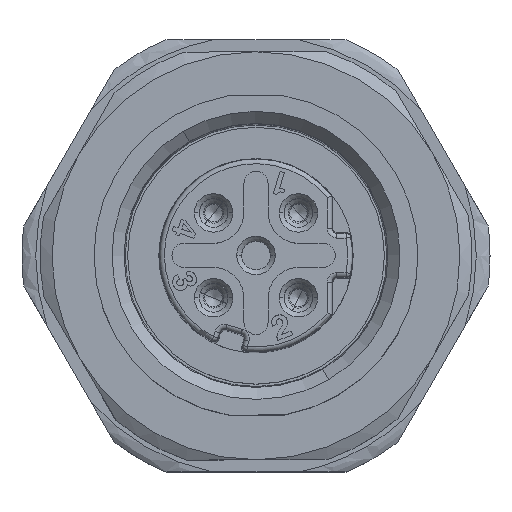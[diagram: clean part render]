
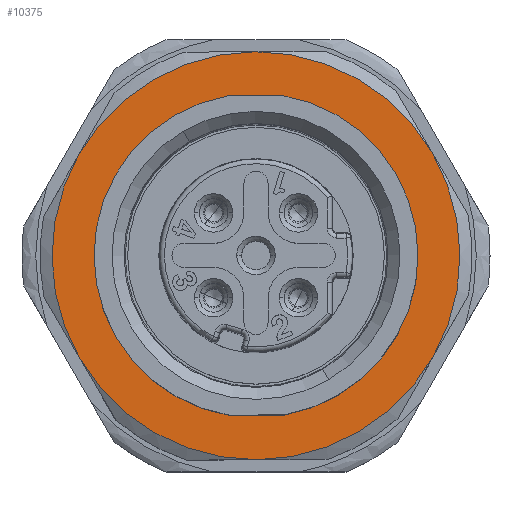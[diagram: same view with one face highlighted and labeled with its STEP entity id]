
A CAD part, top view. The second image highlights one B-rep face of the part: STEP entity #10375.
In plain terms, the highlighted planar face has unit normal (0, 0, 1).
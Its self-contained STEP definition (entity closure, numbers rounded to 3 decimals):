
#1957=CARTESIAN_POINT('',(0.,0.,
-1.512));
#1958=DIRECTION('',(0.,0.,-1.));
#1959=DIRECTION('',(-0.869,0.495,0.));
#1960=AXIS2_PLACEMENT_3D('',#1957,#1958,#1959);
#1962=CARTESIAN_POINT('',(0.,0.,
-1.512));
#1963=DIRECTION('',(0.,0.,-1.));
#1964=DIRECTION('',(-0.005,1.,0.));
#1965=AXIS2_PLACEMENT_3D('',#1962,#1963,#1964);
#1967=CARTESIAN_POINT('',(0.,0.,
-1.512));
#1968=DIRECTION('',(0.,0.,-1.));
#1969=DIRECTION('',(0.863,0.505,0.));
#1970=AXIS2_PLACEMENT_3D('',#1967,#1968,#1969);
#1972=CARTESIAN_POINT('',(0.,0.,
-1.512));
#1973=DIRECTION('',(0.,0.,-1.));
#1974=DIRECTION('',(0.869,-0.495,0.));
#1975=AXIS2_PLACEMENT_3D('',#1972,#1973,#1974);
#1977=CARTESIAN_POINT('',(0.,0.,
-1.512));
#1978=DIRECTION('',(0.,0.,-1.));
#1979=DIRECTION('',(0.005,-1.,0.));
#1980=AXIS2_PLACEMENT_3D('',#1977,#1978,#1979);
#1982=CARTESIAN_POINT('',(0.,0.,
-1.512));
#1983=DIRECTION('',(0.,0.,-1.));
#1984=DIRECTION('',(-0.863,-0.505,0.));
#1985=AXIS2_PLACEMENT_3D('',#1982,#1983,#1984);
#1987=CARTESIAN_POINT('',(0.,0.,
-1.512));
#1988=DIRECTION('',(0.,0.,1.));
#1989=DIRECTION('',(-0.177,0.984,0.));
#1990=AXIS2_PLACEMENT_3D('',#1987,#1988,#1989);
#1992=CARTESIAN_POINT('',(0.,0.,
-1.512));
#1993=DIRECTION('',(0.,0.,1.));
#1994=DIRECTION('',(-1.,-0.005,0.));
#1995=AXIS2_PLACEMENT_3D('',#1992,#1993,#1994);
#1997=CARTESIAN_POINT('',(0.,0.,
-1.512));
#1998=DIRECTION('',(0.,0.,1.));
#1999=DIRECTION('',(0.177,-0.984,0.));
#2000=AXIS2_PLACEMENT_3D('',#1997,#1998,#1999);
#2002=CARTESIAN_POINT('',(0.,0.,
-1.512));
#2003=DIRECTION('',(0.,0.,1.));
#2004=DIRECTION('',(1.,0.005,0.));
#2005=AXIS2_PLACEMENT_3D('',#2002,#2003,#2004);
#2100=DIRECTION('',(1.,0.005,0.));
#2101=VECTOR('',#2100,2.315);
#2102=CARTESIAN_POINT('',(-1.193,6.644,
-1.512));
#2103=LINE('',#2102,#2101);
#2112=DIRECTION('',(-1.,-0.005,0.));
#2113=VECTOR('',#2112,2.315);
#2114=CARTESIAN_POINT('',(1.193,-6.644,
-1.512));
#2115=LINE('',#2114,#2113);
#7147=CARTESIAN_POINT('',(-1.193,6.644,
-1.512));
#7148=VERTEX_POINT('',#7147);
#7149=CARTESIAN_POINT('',(1.122,6.656,-1.512));
#7150=VERTEX_POINT('',#7149);
#7151=CARTESIAN_POINT('',(-1.122,-6.656,
-1.512));
#7152=VERTEX_POINT('',#7151);
#7153=CARTESIAN_POINT('',(-6.75,-0.036,
-1.512));
#7154=VERTEX_POINT('',#7153);
#7155=CARTESIAN_POINT('',(1.193,-6.644,
-1.512));
#7156=VERTEX_POINT('',#7155);
#7157=CARTESIAN_POINT('',(6.75,0.036,
-1.512));
#7158=VERTEX_POINT('',#7157);
#7159=CARTESIAN_POINT('',(-7.384,4.211,
-1.512));
#7160=CARTESIAN_POINT('',(-0.045,8.5,
-1.512));
#7161=VERTEX_POINT('',#7159);
#7162=VERTEX_POINT('',#7160);
#7163=CARTESIAN_POINT('',(7.338,4.289,-1.512));
#7164=VERTEX_POINT('',#7163);
#7165=CARTESIAN_POINT('',(7.384,-4.211,
-1.512));
#7166=VERTEX_POINT('',#7165);
#7167=CARTESIAN_POINT('',(0.045,-8.5,
-1.512));
#7168=VERTEX_POINT('',#7167);
#7169=CARTESIAN_POINT('',(-7.338,-4.289,
-1.512));
#7170=VERTEX_POINT('',#7169);
#10343=CARTESIAN_POINT('',(-0.041,7.75,
-1.512));
#10344=DIRECTION('',(0.,0.,1.));
#10345=DIRECTION('',(-0.005,1.,0.));
#10346=AXIS2_PLACEMENT_3D('',#10343,#10344,#10345);
#10347=PLANE('',#10346);
#10348=ORIENTED_EDGE('',*,*,#10336,.T.);
#10350=ORIENTED_EDGE('',*,*,#10349,.T.);
#10352=ORIENTED_EDGE('',*,*,#10351,.T.);
#10354=ORIENTED_EDGE('',*,*,#10353,.T.);
#10356=ORIENTED_EDGE('',*,*,#10355,.T.);
#10358=ORIENTED_EDGE('',*,*,#10357,.T.);
#10359=EDGE_LOOP('',(#10348,#10350,#10352,#10354,#10356,#10358));
#10360=FACE_OUTER_BOUND('',#10359,.F.);
#10362=ORIENTED_EDGE('',*,*,#10361,.T.);
#10364=ORIENTED_EDGE('',*,*,#10363,.T.);
#10366=ORIENTED_EDGE('',*,*,#10365,.F.);
#10368=ORIENTED_EDGE('',*,*,#10367,.T.);
#10370=ORIENTED_EDGE('',*,*,#10369,.T.);
#10372=ORIENTED_EDGE('',*,*,#10371,.F.);
#10373=EDGE_LOOP('',(#10362,#10364,#10366,#10368,#10370,#10372));
#10374=FACE_BOUND('',#10373,.F.);
#10375=ADVANCED_FACE('',(#10360,#10374),#10347,.T.);
#1961=CIRCLE('',#1960,8.5);
#1966=CIRCLE('',#1965,8.5);
#1971=CIRCLE('',#1970,8.5);
#1976=CIRCLE('',#1975,8.5);
#1981=CIRCLE('',#1980,8.5);
#1986=CIRCLE('',#1985,8.5);
#1991=CIRCLE('',#1990,6.75);
#1996=CIRCLE('',#1995,6.75);
#2001=CIRCLE('',#2000,6.75);
#2006=CIRCLE('',#2005,6.75);
#10336=EDGE_CURVE('',#7161,#7162,#1961,.T.);
#10349=EDGE_CURVE('',#7162,#7164,#1966,.T.);
#10351=EDGE_CURVE('',#7164,#7166,#1971,.T.);
#10353=EDGE_CURVE('',#7166,#7168,#1976,.T.);
#10355=EDGE_CURVE('',#7168,#7170,#1981,.T.);
#10357=EDGE_CURVE('',#7170,#7161,#1986,.T.);
#10361=EDGE_CURVE('',#7148,#7154,#1991,.T.);
#10363=EDGE_CURVE('',#7154,#7152,#1996,.T.);
#10365=EDGE_CURVE('',#7156,#7152,#2115,.T.);
#10367=EDGE_CURVE('',#7156,#7158,#2001,.T.);
#10369=EDGE_CURVE('',#7158,#7150,#2006,.T.);
#10371=EDGE_CURVE('',#7148,#7150,#2103,.T.);
